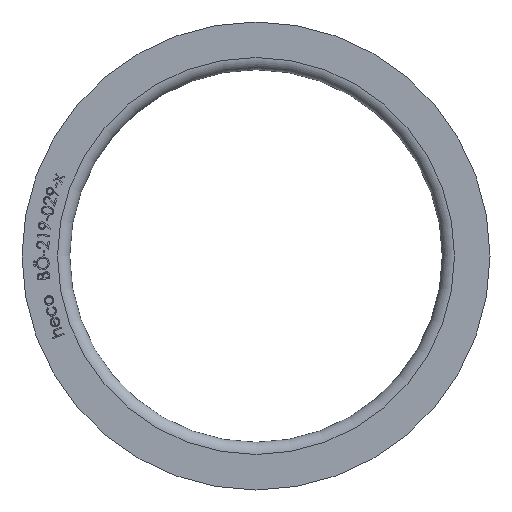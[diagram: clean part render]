
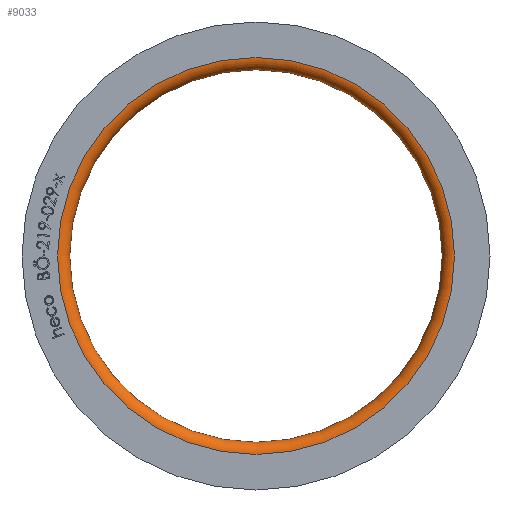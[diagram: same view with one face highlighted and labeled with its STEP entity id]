
A CAD part, left-side view. The second image highlights one B-rep face of the part: STEP entity #9033.
In plain terms, the highlighted toroidal (fillet/blend) face has major radius 113.65 mm and minor radius 7 mm.
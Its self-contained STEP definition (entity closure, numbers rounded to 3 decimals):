
#2253 = CARTESIAN_POINT ( 'NONE',  ( 0., 0., 0. ) ) ;
#4174 = CARTESIAN_POINT ( 'NONE',  ( 7., 0., 0. ) ) ;
#4237 = DIRECTION ( 'NONE',  ( 0., 0., 1. ) ) ;
#4410 = DIRECTION ( 'NONE',  ( -1., 0., 0. ) ) ;
#5009 = TOROIDAL_SURFACE ( 'NONE', #13200, 113.65, 7. ) ;
#5837 = CARTESIAN_POINT ( 'NONE',  ( 7., 0., 0. ) ) ;
#6950 = CIRCLE ( 'NONE', #13967, 113.65 ) ;
#7019 = DIRECTION ( 'NONE',  ( -1., 0., 0. ) ) ;
#7175 = VERTEX_POINT ( 'NONE', #9422 ) ;
#7392 = CARTESIAN_POINT ( 'NONE',  ( 0., 0., 113.65 ) ) ;
#8573 = CIRCLE ( 'NONE', #11861, 106.65 ) ;
#8801 = EDGE_LOOP ( 'NONE', ( #12818 ) ) ;
#9033 = ADVANCED_FACE ( 'NONE', ( #14270, #9731 ), #5009, .T. ) ;
#9102 = DIRECTION ( 'NONE',  ( 0., 0., 1. ) ) ;
#9191 = DIRECTION ( 'NONE',  ( 0., 0., 1. ) ) ;
#9422 = CARTESIAN_POINT ( 'NONE',  ( 7., 0., 106.65 ) ) ;
#9580 = VERTEX_POINT ( 'NONE', #7392 ) ;
#9731 = FACE_OUTER_BOUND ( 'NONE', #10136, .T. ) ;
#10136 = EDGE_LOOP ( 'NONE', ( #11144 ) ) ;
#11144 = ORIENTED_EDGE ( 'NONE', *, *, #12026, .T. ) ;
#11861 = AXIS2_PLACEMENT_3D ( 'NONE', #5837, #7019, #9191 ) ;
#12014 = DIRECTION ( 'NONE',  ( -1., 0., 0. ) ) ;
#12026 = EDGE_CURVE ( 'NONE', #9580, #9580, #6950, .T. ) ;
#12818 = ORIENTED_EDGE ( 'NONE', *, *, #13660, .F. ) ;
#13200 = AXIS2_PLACEMENT_3D ( 'NONE', #4174, #12014, #4237 ) ;
#13660 = EDGE_CURVE ( 'NONE', #7175, #7175, #8573, .T. ) ;
#13967 = AXIS2_PLACEMENT_3D ( 'NONE', #2253, #4410, #9102 ) ;
#14270 = FACE_OUTER_BOUND ( 'NONE', #8801, .T. ) ;
